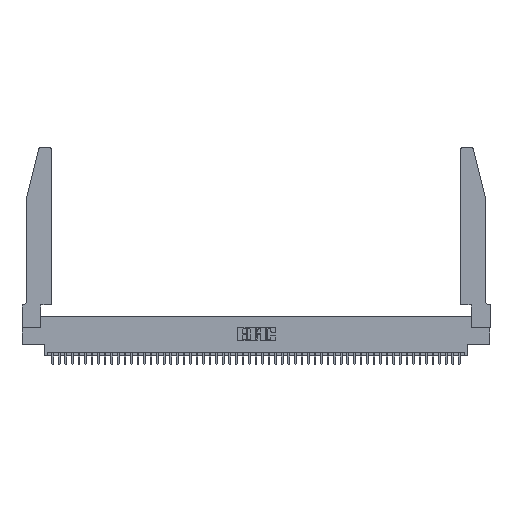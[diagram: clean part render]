
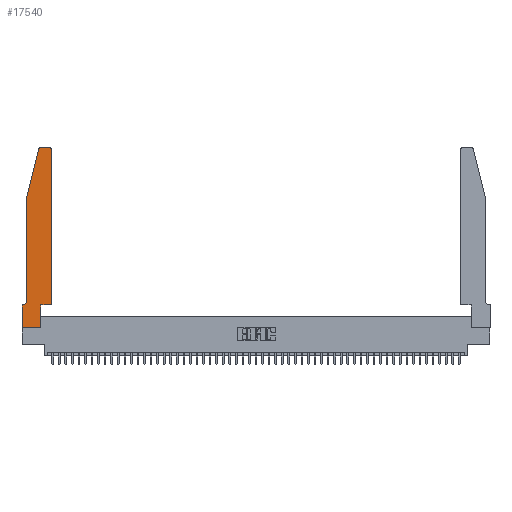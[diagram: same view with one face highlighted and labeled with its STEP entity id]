
A CAD part, top view. The second image highlights one B-rep face of the part: STEP entity #17540.
In plain terms, the highlighted planar face has unit normal (0, 0, 1).
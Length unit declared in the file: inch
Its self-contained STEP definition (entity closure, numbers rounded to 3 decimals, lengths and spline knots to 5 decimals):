
#876 = VERTEX_POINT ( 'NONE', #10742 ) ;
#2372 = CARTESIAN_POINT ( 'NONE',  ( 0.0055, 0.35, 0.37 ) ) ;
#2632 = DIRECTION ( 'NONE',  ( 0., 0., 1. ) ) ;
#2785 = CARTESIAN_POINT ( 'NONE',  ( 0.0755, 2., 0.37 ) ) ;
#3223 = LINE ( 'NONE', #39830, #21918 ) ;
#3312 = VERTEX_POINT ( 'NONE', #17430 ) ;
#3484 = CARTESIAN_POINT ( 'NONE',  ( 0.0755, 2., 0.37 ) ) ;
#3511 = VERTEX_POINT ( 'NONE', #50355 ) ;
#4179 = DIRECTION ( 'NONE',  ( -1., 0., 0. ) ) ;
#4511 = LINE ( 'NONE', #2785, #24448 ) ;
#4835 = LINE ( 'NONE', #13959, #47124 ) ;
#5047 = VERTEX_POINT ( 'NONE', #40975 ) ;
#6495 = ORIENTED_EDGE ( 'NONE', *, *, #48682, .T. ) ;
#6497 = CARTESIAN_POINT ( 'NONE',  ( 0.2605, 2.75, 0.37 ) ) ;
#6640 = VERTEX_POINT ( 'NONE', #2372 ) ;
#7680 = CARTESIAN_POINT ( 'NONE',  ( 0.284, 2.72, 0.37 ) ) ;
#7724 = VERTEX_POINT ( 'NONE', #39334 ) ;
#7979 = VECTOR ( 'NONE', #9734, 39.37008 ) ;
#8094 = VECTOR ( 'NONE', #22755, 39.37008 ) ;
#8512 = CARTESIAN_POINT ( 'NONE',  ( 0.0055, 0.42, 0.37 ) ) ;
#8593 = CARTESIAN_POINT ( 'NONE',  ( 0.4205, 2.75, 0.37 ) ) ;
#8934 = ORIENTED_EDGE ( 'NONE', *, *, #35683, .T. ) ;
#9330 = LINE ( 'NONE', #26589, #8094 ) ;
#9734 = DIRECTION ( 'NONE',  ( 0., -1., 0. ) ) ;
#10742 = CARTESIAN_POINT ( 'NONE',  ( 0., 0.35, 0.37 ) ) ;
#11664 = DIRECTION ( 'NONE',  ( 1., 0., 0. ) ) ;
#11671 = EDGE_CURVE ( 'NONE', #7724, #40925, #26456, .T. ) ;
#12026 = VERTEX_POINT ( 'NONE', #20590 ) ;
#12187 = AXIS2_PLACEMENT_3D ( 'NONE', #8512, #36351, #12496 ) ;
#12496 = DIRECTION ( 'NONE',  ( -1., 0., 0. ) ) ;
#12679 = ORIENTED_EDGE ( 'NONE', *, *, #28709, .T. ) ;
#12730 = ORIENTED_EDGE ( 'NONE', *, *, #40548, .T. ) ;
#13696 = EDGE_CURVE ( 'NONE', #14949, #3312, #21338, .T. ) ;
#13717 = AXIS2_PLACEMENT_3D ( 'NONE', #45142, #41521, #17718 ) ;
#13959 = CARTESIAN_POINT ( 'NONE',  ( 0.4505, 0.35, 0.37 ) ) ;
#14805 = DIRECTION ( 'NONE',  ( -0.239, -0.971, 0. ) ) ;
#14949 = VERTEX_POINT ( 'NONE', #41900 ) ;
#16297 = EDGE_CURVE ( 'NONE', #5047, #7724, #4835, .T. ) ;
#17326 = LINE ( 'NONE', #33598, #7979 ) ;
#17430 = CARTESIAN_POINT ( 'NONE',  ( 0.2865, 0., 0.37 ) ) ;
#17540 = ADVANCED_FACE ( 'NONE', ( #21547 ), #17547, .T. ) ;
#17547 = PLANE ( 'NONE',  #13717 ) ;
#17718 = DIRECTION ( 'NONE',  ( 1., 0., 0. ) ) ;
#18308 = ORIENTED_EDGE ( 'NONE', *, *, #48605, .T. ) ;
#18857 = CIRCLE ( 'NONE', #33326, 0.03 ) ;
#20295 = LINE ( 'NONE', #46591, #50661 ) ;
#20590 = CARTESIAN_POINT ( 'NONE',  ( 0.2865, 0.35, 0.37 ) ) ;
#21338 = LINE ( 'NONE', #49414, #41227 ) ;
#21446 = ORIENTED_EDGE ( 'NONE', *, *, #32077, .T. ) ;
#21547 = FACE_OUTER_BOUND ( 'NONE', #35905, .T. ) ;
#21918 = VECTOR ( 'NONE', #4179, 39.37008 ) ;
#22080 = ORIENTED_EDGE ( 'NONE', *, *, #13696, .T. ) ;
#22128 = LINE ( 'NONE', #50120, #31486 ) ;
#22755 = DIRECTION ( 'NONE',  ( 1., 0., 0. ) ) ;
#24448 = VECTOR ( 'NONE', #34674, 39.37008 ) ;
#25675 = DIRECTION ( 'NONE',  ( 1., 0., 0. ) ) ;
#26456 = CIRCLE ( 'NONE', #40513, 0.03 ) ;
#26500 = CARTESIAN_POINT ( 'NONE',  ( 0.4205, 2.72, 0.37 ) ) ;
#26589 = CARTESIAN_POINT ( 'NONE',  ( 0.4505, 0.35, 0.37 ) ) ;
#28656 = VECTOR ( 'NONE', #30365, 39.37008 ) ;
#28709 = EDGE_CURVE ( 'NONE', #49352, #46587, #4511, .T. ) ;
#29584 = ORIENTED_EDGE ( 'NONE', *, *, #49900, .T. ) ;
#29791 = VERTEX_POINT ( 'NONE', #32847 ) ;
#30365 = DIRECTION ( 'NONE',  ( -1., 0., 0. ) ) ;
#30538 = DIRECTION ( 'NONE',  ( 1., 0., 0. ) ) ;
#31486 = VECTOR ( 'NONE', #38200, 39.37008 ) ;
#32077 = EDGE_CURVE ( 'NONE', #46587, #6640, #38592, .T. ) ;
#32847 = CARTESIAN_POINT ( 'NONE',  ( 0.284, 2.75, 0.37 ) ) ;
#32988 = EDGE_CURVE ( 'NONE', #40925, #29791, #49708, .T. ) ;
#33325 = ORIENTED_EDGE ( 'NONE', *, *, #16297, .T. ) ;
#33326 = AXIS2_PLACEMENT_3D ( 'NONE', #7680, #35538, #11664 ) ;
#33598 = CARTESIAN_POINT ( 'NONE',  ( 0., 0., 0.37 ) ) ;
#34103 = EDGE_CURVE ( 'NONE', #876, #14949, #17326, .T. ) ;
#34475 = ORIENTED_EDGE ( 'NONE', *, *, #32988, .T. ) ;
#34571 = ORIENTED_EDGE ( 'NONE', *, *, #11671, .T. ) ;
#34674 = DIRECTION ( 'NONE',  ( 0., -1., 0. ) ) ;
#35538 = DIRECTION ( 'NONE',  ( 0., 0., 1. ) ) ;
#35683 = EDGE_CURVE ( 'NONE', #3511, #49352, #20295, .T. ) ;
#35905 = EDGE_LOOP ( 'NONE', ( #34475, #18308, #8934, #12679, #21446, #6495, #39476, #22080, #12730, #29584, #33325, #34571 ) ) ;
#36351 = DIRECTION ( 'NONE',  ( 0., 0., -1. ) ) ;
#38200 = DIRECTION ( 'NONE',  ( 0., 1., 0. ) ) ;
#38592 = CIRCLE ( 'NONE', #12187, 0.07 ) ;
#39334 = CARTESIAN_POINT ( 'NONE',  ( 0.4505, 2.72, 0.37 ) ) ;
#39476 = ORIENTED_EDGE ( 'NONE', *, *, #34103, .T. ) ;
#39830 = CARTESIAN_POINT ( 'NONE',  ( 0.0755, 0.35, 0.37 ) ) ;
#40513 = AXIS2_PLACEMENT_3D ( 'NONE', #26500, #2632, #30538 ) ;
#40548 = EDGE_CURVE ( 'NONE', #3312, #12026, #22128, .T. ) ;
#40925 = VERTEX_POINT ( 'NONE', #8593 ) ;
#40975 = CARTESIAN_POINT ( 'NONE',  ( 0.4505, 0.35, 0.37 ) ) ;
#41227 = VECTOR ( 'NONE', #25675, 39.37008 ) ;
#41521 = DIRECTION ( 'NONE',  ( 0., 0., 1. ) ) ;
#41783 = DIRECTION ( 'NONE',  ( 0., 1., 0. ) ) ;
#41900 = CARTESIAN_POINT ( 'NONE',  ( 0., 0., 0.37 ) ) ;
#45142 = CARTESIAN_POINT ( 'NONE',  ( 0., 0.35, 0.37 ) ) ;
#46587 = VERTEX_POINT ( 'NONE', #46785 ) ;
#46591 = CARTESIAN_POINT ( 'NONE',  ( 0.0755, 2., 0.37 ) ) ;
#46785 = CARTESIAN_POINT ( 'NONE',  ( 0.0755, 0.42, 0.37 ) ) ;
#47124 = VECTOR ( 'NONE', #41783, 39.37008 ) ;
#48605 = EDGE_CURVE ( 'NONE', #29791, #3511, #18857, .T. ) ;
#48682 = EDGE_CURVE ( 'NONE', #6640, #876, #3223, .T. ) ;
#49352 = VERTEX_POINT ( 'NONE', #3484 ) ;
#49414 = CARTESIAN_POINT ( 'NONE',  ( 0., 0., 0.37 ) ) ;
#49708 = LINE ( 'NONE', #6497, #28656 ) ;
#49900 = EDGE_CURVE ( 'NONE', #12026, #5047, #9330, .T. ) ;
#50120 = CARTESIAN_POINT ( 'NONE',  ( 0.2865, 0.35, 0.37 ) ) ;
#50355 = CARTESIAN_POINT ( 'NONE',  ( 0.25487, 2.72718, 0.37 ) ) ;
#50661 = VECTOR ( 'NONE', #14805, 39.37008 ) ;
